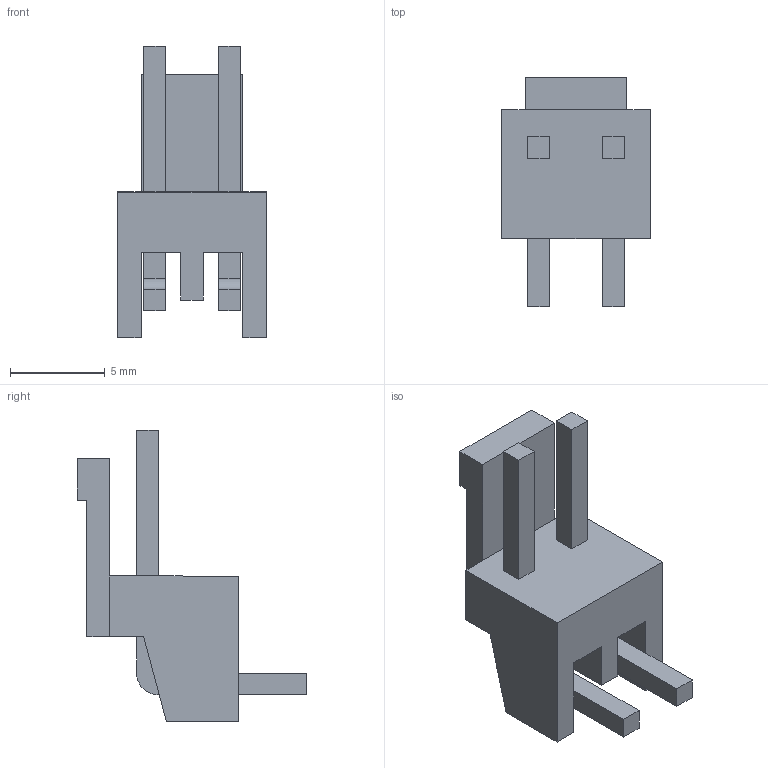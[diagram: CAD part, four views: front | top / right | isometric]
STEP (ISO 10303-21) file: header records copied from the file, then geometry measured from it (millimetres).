
FILE_DESCRIPTION (( 'STEP AP214' ), '1' );
FILE_NAME ('S2P-VH.STEP', '2010-06-15T05:10:15', ( 'JSTOEC' ), ( '' ), 'SwSTEP 2.0', 'SolidWorks 2005235', '' );
FILE_SCHEMA (( 'AUTOMOTIVE_DESIGN' ));
Length unit declared in the file: millimetre
Products named in the file (1): S2P-VH
Bounding box: 7.86 x 12.1 x 15.4 mm (x, y, z)
Volume: 348.8 mm3; surface area: 605.1 mm2
Topology: 1 solids, 1 shells, 52 faces, 136 edges, 90 vertices
Faces by surface type: plane 48, cylinder 4
Entity records: 1881 total; most frequent: CARTESIAN_POINT 279, ORIENTED_EDGE 272, DIRECTION 250, EDGE_CURVE 136, LINE 128, VECTOR 128, VERTEX_POINT 90, AXIS2_PLACEMENT_3D 61
